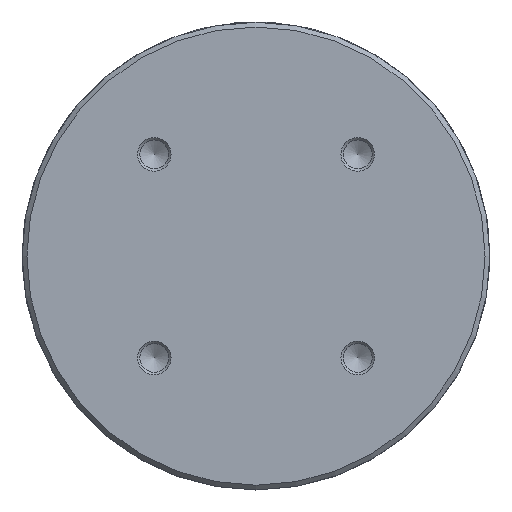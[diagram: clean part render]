
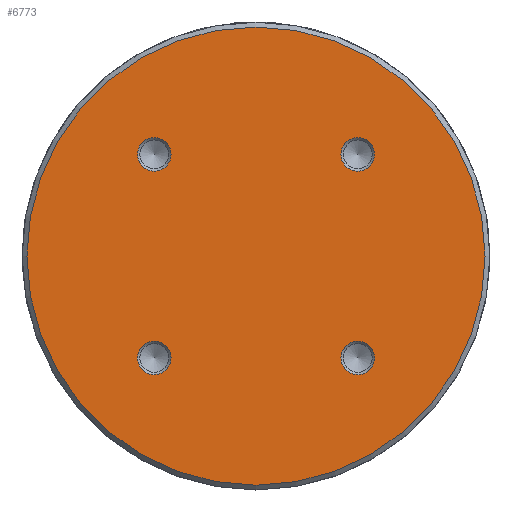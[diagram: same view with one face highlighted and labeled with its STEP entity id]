
A CAD part, front view. The second image highlights one B-rep face of the part: STEP entity #6773.
In plain terms, the highlighted face is planar.
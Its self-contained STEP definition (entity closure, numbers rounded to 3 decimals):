
#95 = DIRECTION ( 'NONE',  ( 0., 0., 1. ) ) ;
#421 = DIRECTION ( 'NONE',  ( 0., 0., -1. ) ) ;
#453 = EDGE_LOOP ( 'NONE', ( #1272 ) ) ;
#494 = AXIS2_PLACEMENT_3D ( 'NONE', #2345, #6518, #2930 ) ;
#589 = DIRECTION ( 'NONE',  ( -1., 0., 0. ) ) ;
#602 = DIRECTION ( 'NONE',  ( 0., 0., 1. ) ) ;
#642 = CARTESIAN_POINT ( 'NONE',  ( 95.5, 0., 0. ) ) ;
#1272 = ORIENTED_EDGE ( 'NONE', *, *, #7578, .T. ) ;
#1278 = AXIS2_PLACEMENT_3D ( 'NONE', #7681, #4136, #589 ) ;
#1310 = FACE_BOUND ( 'NONE', #3142, .T. ) ;
#1651 = ORIENTED_EDGE ( 'NONE', *, *, #2129, .T. ) ;
#1718 = EDGE_LOOP ( 'NONE', ( #3551 ) ) ;
#1827 = CARTESIAN_POINT ( 'NONE',  ( -49.426, -42.426, 0. ) ) ;
#1852 = CARTESIAN_POINT ( 'NONE',  ( 49.426, 42.426, 0. ) ) ;
#1882 = CARTESIAN_POINT ( 'NONE',  ( 49.426, -42.426, 0. ) ) ;
#1920 = AXIS2_PLACEMENT_3D ( 'NONE', #4149, #602, #4744 ) ;
#2026 = DIRECTION ( 'NONE',  ( 0., 0., 1. ) ) ;
#2129 = EDGE_CURVE ( 'NONE', #5946, #5946, #6641, .T. ) ;
#2222 = VERTEX_POINT ( 'NONE', #1852 ) ;
#2345 = CARTESIAN_POINT ( 'NONE',  ( 42.426, -42.426, 0. ) ) ;
#2805 = EDGE_CURVE ( 'NONE', #7331, #7331, #6147, .T. ) ;
#2930 = DIRECTION ( 'NONE',  ( 1., 0., 0. ) ) ;
#3142 = EDGE_LOOP ( 'NONE', ( #5741 ) ) ;
#3148 = ORIENTED_EDGE ( 'NONE', *, *, #7589, .T. ) ;
#3239 = VERTEX_POINT ( 'NONE', #6031 ) ;
#3551 = ORIENTED_EDGE ( 'NONE', *, *, #5058, .F. ) ;
#3621 = CARTESIAN_POINT ( 'NONE',  ( -42.426, -42.426, 0. ) ) ;
#3688 = AXIS2_PLACEMENT_3D ( 'NONE', #6942, #421, #6366 ) ;
#4129 = EDGE_LOOP ( 'NONE', ( #1651 ) ) ;
#4136 = DIRECTION ( 'NONE',  ( 0., 0., -1. ) ) ;
#4149 = CARTESIAN_POINT ( 'NONE',  ( 42.426, 42.426, 0. ) ) ;
#4237 = DIRECTION ( 'NONE',  ( -1., 0., 0. ) ) ;
#4464 = CIRCLE ( 'NONE', #494, 7. ) ;
#4473 = FACE_BOUND ( 'NONE', #453, .T. ) ;
#4648 = FACE_BOUND ( 'NONE', #6196, .T. ) ;
#4744 = DIRECTION ( 'NONE',  ( 1., 0., 0. ) ) ;
#4823 = VERTEX_POINT ( 'NONE', #1882 ) ;
#5058 = EDGE_CURVE ( 'NONE', #2222, #2222, #6507, .T. ) ;
#5160 = PLANE ( 'NONE',  #3688 ) ;
#5491 = AXIS2_PLACEMENT_3D ( 'NONE', #5574, #2026, #6179 ) ;
#5574 = CARTESIAN_POINT ( 'NONE',  ( 0., 0., 0. ) ) ;
#5667 = CIRCLE ( 'NONE', #1278, 7. ) ;
#5741 = ORIENTED_EDGE ( 'NONE', *, *, #2805, .F. ) ;
#5946 = VERTEX_POINT ( 'NONE', #642 ) ;
#6031 = CARTESIAN_POINT ( 'NONE',  ( -49.426, 42.426, 0. ) ) ;
#6147 = CIRCLE ( 'NONE', #7574, 7. ) ;
#6179 = DIRECTION ( 'NONE',  ( 1., 0., 0. ) ) ;
#6196 = EDGE_LOOP ( 'NONE', ( #3148 ) ) ;
#6246 = FACE_BOUND ( 'NONE', #1718, .T. ) ;
#6366 = DIRECTION ( 'NONE',  ( -1., 0., 0. ) ) ;
#6507 = CIRCLE ( 'NONE', #1920, 7. ) ;
#6518 = DIRECTION ( 'NONE',  ( 0., 0., -1. ) ) ;
#6641 = CIRCLE ( 'NONE', #5491, 95.5 ) ;
#6773 = ADVANCED_FACE ( 'NONE', ( #1310, #4648, #4473, #6246, #7431 ), #5160, .F. ) ;
#6942 = CARTESIAN_POINT ( 'NONE',  ( 0., 0., 0. ) ) ;
#7331 = VERTEX_POINT ( 'NONE', #1827 ) ;
#7431 = FACE_OUTER_BOUND ( 'NONE', #4129, .T. ) ;
#7574 = AXIS2_PLACEMENT_3D ( 'NONE', #3621, #95, #4237 ) ;
#7578 = EDGE_CURVE ( 'NONE', #4823, #4823, #4464, .T. ) ;
#7589 = EDGE_CURVE ( 'NONE', #3239, #3239, #5667, .T. ) ;
#7681 = CARTESIAN_POINT ( 'NONE',  ( -42.426, 42.426, 0. ) ) ;
